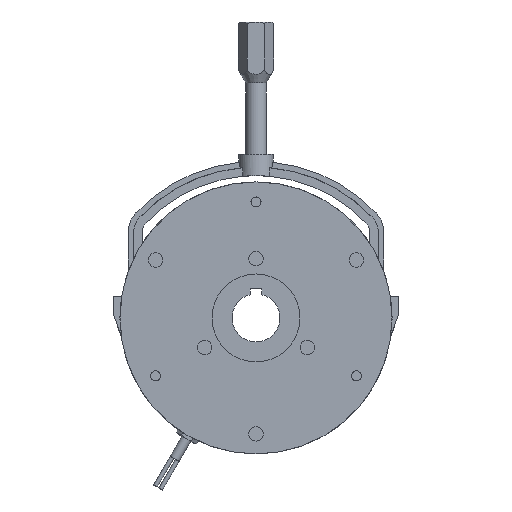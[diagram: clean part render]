
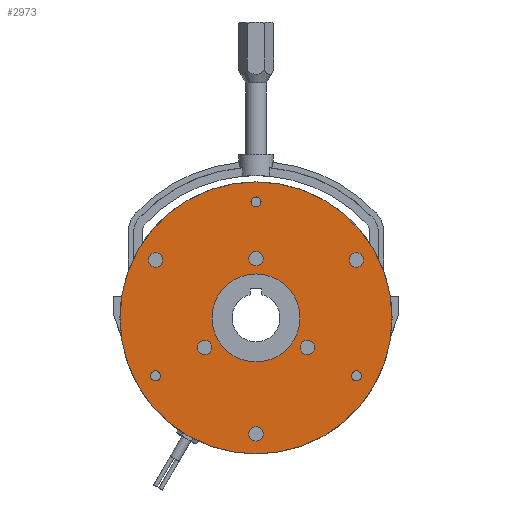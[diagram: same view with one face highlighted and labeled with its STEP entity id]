
A CAD part, left-side view. The second image highlights one B-rep face of the part: STEP entity #2973.
In plain terms, the highlighted planar face has unit normal (-1, 0, 0).
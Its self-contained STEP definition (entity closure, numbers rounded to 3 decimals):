
#1829=CARTESIAN_POINT('POINT120',(0.,0.,
   -27.5));
#1830=VERTEX_POINT('VERTEX120',#1829);
#1837=CARTESIAN_POINT('POINT121',(0.,
   0.,27.5));
#1838=VERTEX_POINT('VERTEX121',#1837);
#1839=CARTESIAN_POINT('POS159',(0.,0.,0.));
#1840=DIRECTION('DIR236',(1.,0.,0.));
#1841=DIRECTION('DIR237',(0.,0.,-1.));
#1842=AXIS2_PLACEMENT_3D('AXIS78',#1839,#1840,#1841);
#1843=CIRCLE('ELLIPSE22',#1842,27.5);
#1844=EDGE_CURVE('EDGE178',#1838,#1830,#1843,.T.);
#1873=EDGE_CURVE('EDGE182',#1830,#1838,#1843,.T.);
#1878=CARTESIAN_POINT('POINT123',(0.,
   -60.537,40.147));
#1879=VERTEX_POINT('VERTEX123',#1878);
#1886=CARTESIAN_POINT('POINT124',(0.,
   -65.037,32.353));
#1887=VERTEX_POINT('VERTEX124',#1886);
#1888=CARTESIAN_POINT('POS164',(0.,
   -62.787,36.25));
#1889=DIRECTION('DIR244',(1.,0.,
   0.));
#1890=DIRECTION('DIR245',(0.,0.5,
   0.866));
#1891=AXIS2_PLACEMENT_3D('AXIS81',#1888,#1889,#1890);
#1892=CIRCLE('ELLIPSE24',#1891,4.5);
#1893=EDGE_CURVE('EDGE184',#1887,#1879,#1892,.T.);
#1913=EDGE_CURVE('EDGE186',#1879,#1887,#1892,.T.);
#1918=CARTESIAN_POINT('POINT125',(0.,
   -4.5,-72.5));
#1919=VERTEX_POINT('VERTEX125',#1918);
#1926=CARTESIAN_POINT('POINT126',(0.,
   4.5,-72.5));
#1927=VERTEX_POINT('VERTEX126',#1926);
#1928=CARTESIAN_POINT('POS168',(0.,
   0.,-72.5));
#1929=DIRECTION('DIR250',(1.,0.,
   0.));
#1930=DIRECTION('DIR251',(0.,-1.,0.));
#1931=AXIS2_PLACEMENT_3D('AXIS83',#1928,#1929,#1930);
#1932=CIRCLE('ELLIPSE25',#1931,4.5);
#1933=EDGE_CURVE('EDGE188',#1927,#1919,#1932,.T.);
#1953=EDGE_CURVE('EDGE190',#1919,#1927,#1932,.T.);
#1958=CARTESIAN_POINT('POINT127',(0.,
   65.037,32.353));
#1959=VERTEX_POINT('VERTEX127',#1958);
#1966=CARTESIAN_POINT('POINT128',(0.,
   60.537,40.147));
#1967=VERTEX_POINT('VERTEX128',#1966);
#1968=CARTESIAN_POINT('POS172',(0.,
   62.787,36.25));
#1969=DIRECTION('DIR256',(1.,0.,
   0.));
#1970=DIRECTION('DIR257',(0.,0.5,
   -0.866));
#1971=AXIS2_PLACEMENT_3D('AXIS85',#1968,#1969,#1970);
#1972=CIRCLE('ELLIPSE26',#1971,4.5);
#1973=EDGE_CURVE('EDGE192',#1967,#1959,#1972,.T.);
#1993=EDGE_CURVE('EDGE194',#1959,#1967,#1972,.T.);
#1998=CARTESIAN_POINT('POINT129',(0.,
   -34.293,-14.603));
#1999=VERTEX_POINT('VERTEX129',#1998);
#2006=CARTESIAN_POINT('POINT130',(0.,
   -29.793,-22.397));
#2007=VERTEX_POINT('VERTEX130',#2006);
#2008=CARTESIAN_POINT('POS176',(0.,
   -32.043,-18.5));
#2009=DIRECTION('DIR262',(1.,0.,
   0.));
#2010=DIRECTION('DIR263',(0.,-0.5,
   0.866));
#2011=AXIS2_PLACEMENT_3D('AXIS87',#2008,#2009,#2010);
#2012=CIRCLE('ELLIPSE27',#2011,4.5);
#2013=EDGE_CURVE('EDGE196',#2007,#1999,#2012,.T.);
#2033=EDGE_CURVE('EDGE198',#1999,#2007,#2012,.T.);
#2038=CARTESIAN_POINT('POINT131',(0.,
   29.793,-22.397));
#2039=VERTEX_POINT('VERTEX131',#2038);
#2046=CARTESIAN_POINT('POINT132',(0.,
   34.293,-14.603));
#2047=VERTEX_POINT('VERTEX132',#2046);
#2048=CARTESIAN_POINT('POS180',(0.,
   32.043,-18.5));
#2049=DIRECTION('DIR268',(1.,0.,
   0.));
#2050=DIRECTION('DIR269',(0.,-0.5,
   -0.866));
#2051=AXIS2_PLACEMENT_3D('AXIS89',#2048,#2049,#2050);
#2052=CIRCLE('ELLIPSE28',#2051,4.5);
#2053=EDGE_CURVE('EDGE200',#2047,#2039,#2052,.T.);
#2073=EDGE_CURVE('EDGE202',#2039,#2047,#2052,.T.);
#2078=CARTESIAN_POINT('POINT133',(0.,
   4.5,37.));
#2079=VERTEX_POINT('VERTEX133',#2078);
#2086=CARTESIAN_POINT('POINT134',(0.,
   -4.5,37.));
#2087=VERTEX_POINT('VERTEX134',#2086);
#2088=CARTESIAN_POINT('POS184',(0.,
   0.,37.));
#2089=DIRECTION('DIR274',(1.,0.,
   0.));
#2090=DIRECTION('DIR275',(0.,1.,0.));
#2091=AXIS2_PLACEMENT_3D('AXIS91',#2088,#2089,#2090);
#2092=CIRCLE('ELLIPSE29',#2091,4.5);
#2093=EDGE_CURVE('EDGE204',#2087,#2079,#2092,.T.);
#2113=EDGE_CURVE('EDGE206',#2079,#2087,#2092,.T.);
#2118=CARTESIAN_POINT('POINT135',(0.,0.,
   69.371));
#2119=VERTEX_POINT('VERTEX135',#2118);
#2126=CARTESIAN_POINT('POINT136',(0.,
   0.,75.629));
#2127=VERTEX_POINT('VERTEX136',#2126);
#2128=CARTESIAN_POINT('POS188',(0.,0.,
   72.5));
#2129=DIRECTION('DIR280',(1.,0.,0.));
#2130=DIRECTION('DIR281',(0.,0.,-1.));
#2131=AXIS2_PLACEMENT_3D('AXIS93',#2128,#2129,#2130);
#2132=CIRCLE('ELLIPSE30',#2131,3.129);
#2133=EDGE_CURVE('EDGE208',#2127,#2119,#2132,.T.);
#2153=EDGE_CURVE('EDGE210',#2119,#2127,#2132,.T.);
#2158=CARTESIAN_POINT('POINT137',(0.,
   -60.077,-34.685));
#2159=VERTEX_POINT('VERTEX137',#2158);
#2166=CARTESIAN_POINT('POINT138',(0.,
   -65.497,-37.815));
#2167=VERTEX_POINT('VERTEX138',#2166);
#2168=CARTESIAN_POINT('POS192',(0.,
   -62.787,-36.25));
#2169=DIRECTION('DIR286',(1.,0.,
   0.));
#2170=DIRECTION('DIR287',(0.,0.866,
   0.5));
#2171=AXIS2_PLACEMENT_3D('AXIS95',#2168,#2169,#2170);
#2172=CIRCLE('ELLIPSE31',#2171,3.129);
#2173=EDGE_CURVE('EDGE212',#2167,#2159,#2172,.T.);
#2193=EDGE_CURVE('EDGE214',#2159,#2167,#2172,.T.);
#2198=CARTESIAN_POINT('POINT139',(0.,
   60.077,-34.685));
#2199=VERTEX_POINT('VERTEX139',#2198);
#2206=CARTESIAN_POINT('POINT140',(0.,
   65.497,-37.815));
#2207=VERTEX_POINT('VERTEX140',#2206);
#2208=CARTESIAN_POINT('POS196',(0.,
   62.787,-36.25));
#2209=DIRECTION('DIR292',(1.,0.,
   0.));
#2210=DIRECTION('DIR293',(0.,-0.866,
   0.5));
#2211=AXIS2_PLACEMENT_3D('AXIS97',#2208,#2209,#2210);
#2212=CIRCLE('ELLIPSE32',#2211,3.129);
#2213=EDGE_CURVE('EDGE216',#2207,#2199,#2212,.T.);
#2233=EDGE_CURVE('EDGE218',#2199,#2207,#2212,.T.);
#2913=ORIENTED_EDGE('COEDGE497',*,*,#2233,.T.);
#2914=ORIENTED_EDGE('COEDGE498',*,*,#2213,.T.);
#2915=EDGE_LOOP('NONE',(#2913,#2914));
#2916=FACE_BOUND('LOOP1',#2915,.T.);
#2917=ORIENTED_EDGE('COEDGE499',*,*,#2193,.T.);
#2918=ORIENTED_EDGE('COEDGE500',*,*,#2173,.T.);
#2919=EDGE_LOOP('NONE',(#2917,#2918));
#2920=FACE_BOUND('LOOP1',#2919,.T.);
#2921=ORIENTED_EDGE('COEDGE501',*,*,#2153,.T.);
#2922=ORIENTED_EDGE('COEDGE502',*,*,#2133,.T.);
#2923=EDGE_LOOP('NONE',(#2921,#2922));
#2924=FACE_BOUND('LOOP1',#2923,.T.);
#2925=ORIENTED_EDGE('COEDGE503',*,*,#2113,.T.);
#2926=ORIENTED_EDGE('COEDGE504',*,*,#2093,.T.);
#2927=EDGE_LOOP('NONE',(#2925,#2926));
#2928=FACE_BOUND('LOOP1',#2927,.T.);
#2929=ORIENTED_EDGE('COEDGE505',*,*,#2073,.T.);
#2930=ORIENTED_EDGE('COEDGE506',*,*,#2053,.T.);
#2931=EDGE_LOOP('NONE',(#2929,#2930));
#2932=FACE_BOUND('LOOP1',#2931,.T.);
#2933=ORIENTED_EDGE('COEDGE507',*,*,#2033,.T.);
#2934=ORIENTED_EDGE('COEDGE508',*,*,#2013,.T.);
#2935=EDGE_LOOP('NONE',(#2933,#2934));
#2936=FACE_BOUND('LOOP1',#2935,.T.);
#2937=ORIENTED_EDGE('COEDGE509',*,*,#1993,.T.);
#2938=ORIENTED_EDGE('COEDGE510',*,*,#1973,.T.);
#2939=EDGE_LOOP('NONE',(#2937,#2938));
#2940=FACE_BOUND('LOOP1',#2939,.T.);
#2941=ORIENTED_EDGE('COEDGE511',*,*,#1953,.T.);
#2942=ORIENTED_EDGE('COEDGE512',*,*,#1933,.T.);
#2943=EDGE_LOOP('NONE',(#2941,#2942));
#2944=FACE_BOUND('LOOP1',#2943,.T.);
#2945=ORIENTED_EDGE('COEDGE513',*,*,#1913,.T.);
#2946=ORIENTED_EDGE('COEDGE514',*,*,#1893,.T.);
#2947=EDGE_LOOP('NONE',(#2945,#2946));
#2948=FACE_BOUND('LOOP1',#2947,.T.);
#2949=ORIENTED_EDGE('COEDGE515',*,*,#1873,.T.);
#2950=ORIENTED_EDGE('COEDGE516',*,*,#1844,.T.);
#2951=EDGE_LOOP('NONE',(#2949,#2950));
#2952=FACE_BOUND('LOOP1',#2951,.T.);
#2953=CARTESIAN_POINT('POINT185',(0.,0.,
   -85.05));
#2954=VERTEX_POINT('VERTEX185',#2953);
#2955=CARTESIAN_POINT('POINT186',(0.,
   0.,85.05));
#2956=VERTEX_POINT('VERTEX186',#2955);
#2957=CARTESIAN_POINT('POS260',(0.,0.,0.));
#2958=DIRECTION('DIR400',(-1.,0.,0.));
#2959=DIRECTION('DIR401',(0.,0.,-1.));
#2960=AXIS2_PLACEMENT_3D('AXIS141',#2957,#2958,#2959);
#2961=CIRCLE('ELLIPSE62',#2960,85.05);
#2962=EDGE_CURVE('EDGE284',#2954,#2956,#2961,.T.);
#2963=ORIENTED_EDGE('COEDGE517',*,*,#2962,.T.);
#2964=EDGE_CURVE('EDGE285',#2956,#2954,#2961,.T.);
#2965=ORIENTED_EDGE('COEDGE518',*,*,#2964,.T.);
#2966=EDGE_LOOP('NONE',(#2963,#2965));
#2967=FACE_BOUND('LOOP1',#2966,.T.);
#2968=CARTESIAN_POINT('POS261',(0.,0.,0.));
#2969=DIRECTION('DIR402',(-1.,0.,0.));
#2970=DIRECTION('DIR403',(0.,1.,0.));
#2971=AXIS2_PLACEMENT_3D('AXIS142',#2968,#2969,#2970);
#2972=PLANE('PLANE53',#2971);
#2973=ADVANCED_FACE('FACE120',(#2916,#2920,#2924,#2928,#2932,#2936,#2940
   ,#2944,#2948,#2952,#2967),#2972,.T.);
